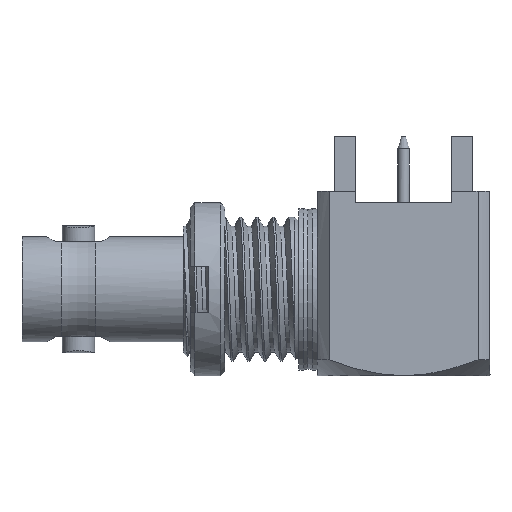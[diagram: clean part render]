
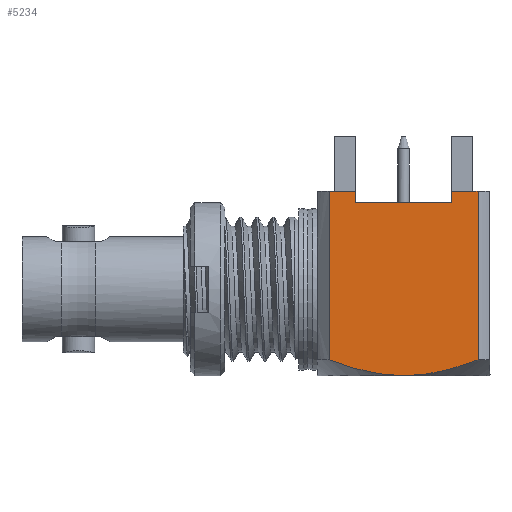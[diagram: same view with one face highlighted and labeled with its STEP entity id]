
A CAD part, left-side view. The second image highlights one B-rep face of the part: STEP entity #5234.
In plain terms, the highlighted face is planar.
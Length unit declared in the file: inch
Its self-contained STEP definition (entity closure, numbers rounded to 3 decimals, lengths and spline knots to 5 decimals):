
#83 = VERTEX_POINT ( 'NONE', #7714 ) ;
#160 = CARTESIAN_POINT ( 'NONE',  ( 0.13463, -0.23237, -0.14764 ) ) ;
#261 = CARTESIAN_POINT ( 'NONE',  ( 0.14764, -0.15854, -0.14764 ) ) ;
#312 = DIRECTION ( 'NONE',  ( 0., 1., 0. ) ) ;
#332 = CARTESIAN_POINT ( 'NONE',  ( -0.16732, -0.27485, -0.14764 ) ) ;
#367 = CARTESIAN_POINT ( 'NONE',  ( 0.14486, -0.18561, -0.14764 ) ) ;
#415 = VECTOR ( 'NONE', #1255, 39.37008 ) ;
#617 = LINE ( 'NONE', #3782, #7794 ) ;
#640 = VECTOR ( 'NONE', #2028, 39.37008 ) ;
#984 = CARTESIAN_POINT ( 'NONE',  ( 0.14764, -0.14764, -0.14764 ) ) ;
#1019 = ORIENTED_EDGE ( 'NONE', *, *, #1580, .T. ) ;
#1112 = CARTESIAN_POINT ( 'NONE',  ( 0.14673, -0.12591, -0.14764 ) ) ;
#1146 = CARTESIAN_POINT ( 'NONE',  ( 0.13313, -0.23747, -0.14764 ) ) ;
#1170 = CARTESIAN_POINT ( 'NONE',  ( 0.12036, -0.02043, -0.14764 ) ) ;
#1255 = DIRECTION ( 'NONE',  ( -1., 0., 0. ) ) ;
#1291 = CARTESIAN_POINT ( 'NONE',  ( -0.14764, -0.22953, -0.14764 ) ) ;
#1340 = DIRECTION ( 'NONE',  ( -1., 0., 0. ) ) ;
#1413 = CARTESIAN_POINT ( 'NONE',  ( 0.12036, -0.02043, -0.14764 ) ) ;
#1471 = DIRECTION ( 'NONE',  ( 0., 0., 1. ) ) ;
#1580 = EDGE_CURVE ( 'NONE', #7024, #6747, #7669, .T. ) ;
#1681 = ORIENTED_EDGE ( 'NONE', *, *, #6820, .F. ) ;
#1706 = DIRECTION ( 'NONE',  ( -1., 0., 0. ) ) ;
#1724 = VECTOR ( 'NONE', #2507, 39.37008 ) ;
#1756 = CARTESIAN_POINT ( 'NONE',  ( 0.14218, -0.20157, -0.14764 ) ) ;
#1837 = CARTESIAN_POINT ( 'NONE',  ( 0.14266, -0.09638, -0.14764 ) ) ;
#1867 = CARTESIAN_POINT ( 'NONE',  ( 0.1367, -0.22481, -0.14764 ) ) ;
#1883 = CARTESIAN_POINT ( 'NONE',  ( 0.13523, -0.06317, -0.14764 ) ) ;
#1887 = EDGE_CURVE ( 'NONE', #6747, #2137, #9057, .T. ) ;
#1946 = ORIENTED_EDGE ( 'NONE', *, *, #8951, .F. ) ;
#2028 = DIRECTION ( 'NONE',  ( -1., 0., 0. ) ) ;
#2137 = VERTEX_POINT ( 'NONE', #5014 ) ;
#2342 = CARTESIAN_POINT ( 'NONE',  ( 0.14764, -0.27485, -0.14764 ) ) ;
#2507 = DIRECTION ( 'NONE',  ( 0., 1., 0. ) ) ;
#2511 = CARTESIAN_POINT ( 'NONE',  ( 0.1459, -0.1177, -0.14764 ) ) ;
#2535 = LINE ( 'NONE', #4159, #7607 ) ;
#2561 = CARTESIAN_POINT ( 'NONE',  ( 0.13995, -0.08354, -0.14764 ) ) ;
#2621 = ORIENTED_EDGE ( 'NONE', *, *, #6313, .F. ) ;
#2630 = B_SPLINE_CURVE_WITH_KNOTS ( 'NONE', 3,
 ( #6697, #8860, #7415, #5064, #1112, #4346, #5807, #2511, #9697, #2715, #3500, #1837, #5754, #2667, #6491, #8291, #2561, #1883, #9061, #1170 ),
 .UNSPECIFIED., .F., .F.,
 ( 4, 2, 2, 2, 2, 2, 1, 1, 2, 2, 4 ),
 ( 0., 0.125, 0.1875, 0.21875, 0.25, 0.375, 0.4375, 0.46875, 0.48438, 0.5, 1. ),
 .UNSPECIFIED. ) ;
#2667 = CARTESIAN_POINT ( 'NONE',  ( 0.14088, -0.08766, -0.14764 ) ) ;
#2715 = CARTESIAN_POINT ( 'NONE',  ( 0.14491, -0.10965, -0.14764 ) ) ;
#2915 = ORIENTED_EDGE ( 'NONE', *, *, #1887, .T. ) ;
#3188 = VERTEX_POINT ( 'NONE', #8463 ) ;
#3323 = CARTESIAN_POINT ( 'NONE',  ( 0.1377, -0.22105, -0.14764 ) ) ;
#3348 = DIRECTION ( 'NONE',  ( 0., 1., 0. ) ) ;
#3356 = CARTESIAN_POINT ( 'NONE',  ( -0.16732, -0.22953, -0.14764 ) ) ;
#3368 = LINE ( 'NONE', #9674, #3436 ) ;
#3436 = VECTOR ( 'NONE', #1706, 39.37008 ) ;
#3500 = CARTESIAN_POINT ( 'NONE',  ( 0.1441, -0.10437, -0.14764 ) ) ;
#3515 = EDGE_LOOP ( 'NONE', ( #6023, #6190, #7941, #9180, #1019, #2915, #2621, #1681, #1946 ) ) ;
#3721 = VERTEX_POINT ( 'NONE', #1413 ) ;
#3782 = CARTESIAN_POINT ( 'NONE',  ( 0.14764, -0.02043, -0.14764 ) ) ;
#4016 = B_SPLINE_CURVE_WITH_KNOTS ( 'NONE', 3,
 ( #4935, #6724, #6566, #1146, #160, #1867, #3323, #4321, #9726, #6519, #9677, #6672, #1756, #5782, #8935, #7495, #367, #4210, #7392, #5834, #261, #984 ),
 .UNSPECIFIED., .F., .F.,
 ( 4, 2, 2, 1, 1, 2, 2, 2, 2, 2, 2, 4 ),
 ( 0., 0.25, 0.375, 0.4375, 0.46875, 0.48437, 0.5, 0.625, 0.6875, 0.71875, 0.75, 1. ),
 .UNSPECIFIED. ) ;
#4159 = CARTESIAN_POINT ( 'NONE',  ( -0.16732, -0.27485, -0.14764 ) ) ;
#4210 = CARTESIAN_POINT ( 'NONE',  ( 0.14523, -0.18296, -0.14764 ) ) ;
#4321 = CARTESIAN_POINT ( 'NONE',  ( 0.13878, -0.2167, -0.14764 ) ) ;
#4322 = EDGE_CURVE ( 'NONE', #9182, #7024, #9652, .T. ) ;
#4346 = CARTESIAN_POINT ( 'NONE',  ( 0.14635, -0.12182, -0.14764 ) ) ;
#4571 = VERTEX_POINT ( 'NONE', #3356 ) ;
#4652 = DIRECTION ( 'NONE',  ( 1., 0., 0. ) ) ;
#4935 = CARTESIAN_POINT ( 'NONE',  ( 0.12036, -0.27485, -0.14764 ) ) ;
#5014 = CARTESIAN_POINT ( 'NONE',  ( -0.16732, -0.02043, -0.14764 ) ) ;
#5064 = CARTESIAN_POINT ( 'NONE',  ( 0.14695, -0.12863, -0.14764 ) ) ;
#5234 = ADVANCED_FACE ( 'NONE', ( #10269 ), #7106, .F. ) ;
#5286 = VERTEX_POINT ( 'NONE', #7599 ) ;
#5705 = CARTESIAN_POINT ( 'NONE',  ( -0.14764, -0.27485, -0.14764 ) ) ;
#5754 = CARTESIAN_POINT ( 'NONE',  ( 0.14188, -0.09237, -0.14764 ) ) ;
#5782 = CARTESIAN_POINT ( 'NONE',  ( 0.14362, -0.19357, -0.14764 ) ) ;
#5807 = CARTESIAN_POINT ( 'NONE',  ( 0.14621, -0.12045, -0.14764 ) ) ;
#5834 = CARTESIAN_POINT ( 'NONE',  ( 0.14695, -0.16926, -0.14764 ) ) ;
#6022 = CARTESIAN_POINT ( 'NONE',  ( -0.14764, -0.06575, -0.14764 ) ) ;
#6023 = ORIENTED_EDGE ( 'NONE', *, *, #7266, .T. ) ;
#6190 = ORIENTED_EDGE ( 'NONE', *, *, #8250, .T. ) ;
#6246 = CARTESIAN_POINT ( 'NONE',  ( -0.16732, -0.06575, -0.14764 ) ) ;
#6313 = EDGE_CURVE ( 'NONE', #3721, #2137, #617, .T. ) ;
#6491 = CARTESIAN_POINT ( 'NONE',  ( 0.14043, -0.08563, -0.14764 ) ) ;
#6519 = CARTESIAN_POINT ( 'NONE',  ( 0.13952, -0.21361, -0.14764 ) ) ;
#6566 = CARTESIAN_POINT ( 'NONE',  ( 0.12827, -0.25303, -0.14764 ) ) ;
#6672 = CARTESIAN_POINT ( 'NONE',  ( 0.14106, -0.20694, -0.14764 ) ) ;
#6697 = CARTESIAN_POINT ( 'NONE',  ( 0.14764, -0.14764, -0.14764 ) ) ;
#6724 = CARTESIAN_POINT ( 'NONE',  ( 0.12455, -0.26372, -0.14764 ) ) ;
#6747 = VERTEX_POINT ( 'NONE', #6246 ) ;
#6820 = EDGE_CURVE ( 'NONE', #3188, #3721, #2630, .T. ) ;
#6897 = CARTESIAN_POINT ( 'NONE',  ( 0.14764, -0.27485, -0.14764 ) ) ;
#7024 = VERTEX_POINT ( 'NONE', #6022 ) ;
#7106 = PLANE ( 'NONE',  #10148 ) ;
#7266 = EDGE_CURVE ( 'NONE', #83, #5286, #9277, .T. ) ;
#7392 = CARTESIAN_POINT ( 'NONE',  ( 0.1454, -0.18168, -0.14764 ) ) ;
#7415 = CARTESIAN_POINT ( 'NONE',  ( 0.14747, -0.13677, -0.14763 ) ) ;
#7495 = CARTESIAN_POINT ( 'NONE',  ( 0.14467, -0.18693, -0.14764 ) ) ;
#7599 = CARTESIAN_POINT ( 'NONE',  ( -0.16732, -0.27485, -0.14764 ) ) ;
#7607 = VECTOR ( 'NONE', #312, 39.37008 ) ;
#7669 = LINE ( 'NONE', #8382, #415 ) ;
#7714 = CARTESIAN_POINT ( 'NONE',  ( 0.12036, -0.27485, -0.14764 ) ) ;
#7794 = VECTOR ( 'NONE', #1340, 39.37008 ) ;
#7941 = ORIENTED_EDGE ( 'NONE', *, *, #8244, .F. ) ;
#8244 = EDGE_CURVE ( 'NONE', #9182, #4571, #3368, .T. ) ;
#8250 = EDGE_CURVE ( 'NONE', #5286, #4571, #2535, .T. ) ;
#8291 = CARTESIAN_POINT ( 'NONE',  ( 0.14012, -0.08428, -0.14764 ) ) ;
#8382 = CARTESIAN_POINT ( 'NONE',  ( -0.14764, -0.06575, -0.14764 ) ) ;
#8463 = CARTESIAN_POINT ( 'NONE',  ( 0.14764, -0.14764, -0.14764 ) ) ;
#8860 = CARTESIAN_POINT ( 'NONE',  ( 0.14764, -0.14218, -0.14764 ) ) ;
#8935 = CARTESIAN_POINT ( 'NONE',  ( 0.14406, -0.19091, -0.14764 ) ) ;
#8951 = EDGE_CURVE ( 'NONE', #83, #3188, #4016, .T. ) ;
#9057 = LINE ( 'NONE', #332, #1724 ) ;
#9061 = CARTESIAN_POINT ( 'NONE',  ( 0.12875, -0.04268, -0.14764 ) ) ;
#9180 = ORIENTED_EDGE ( 'NONE', *, *, #4322, .T. ) ;
#9182 = VERTEX_POINT ( 'NONE', #1291 ) ;
#9277 = LINE ( 'NONE', #6897, #640 ) ;
#9652 = LINE ( 'NONE', #5705, #9785 ) ;
#9674 = CARTESIAN_POINT ( 'NONE',  ( -0.14764, -0.22953, -0.14764 ) ) ;
#9677 = CARTESIAN_POINT ( 'NONE',  ( 0.13965, -0.21306, -0.14764 ) ) ;
#9697 = CARTESIAN_POINT ( 'NONE',  ( 0.14574, -0.11627, -0.14764 ) ) ;
#9726 = CARTESIAN_POINT ( 'NONE',  ( 0.13922, -0.21485, -0.14764 ) ) ;
#9785 = VECTOR ( 'NONE', #3348, 39.37008 ) ;
#10148 = AXIS2_PLACEMENT_3D ( 'NONE', #2342, #1471, #4652 ) ;
#10269 = FACE_OUTER_BOUND ( 'NONE', #3515, .T. ) ;
